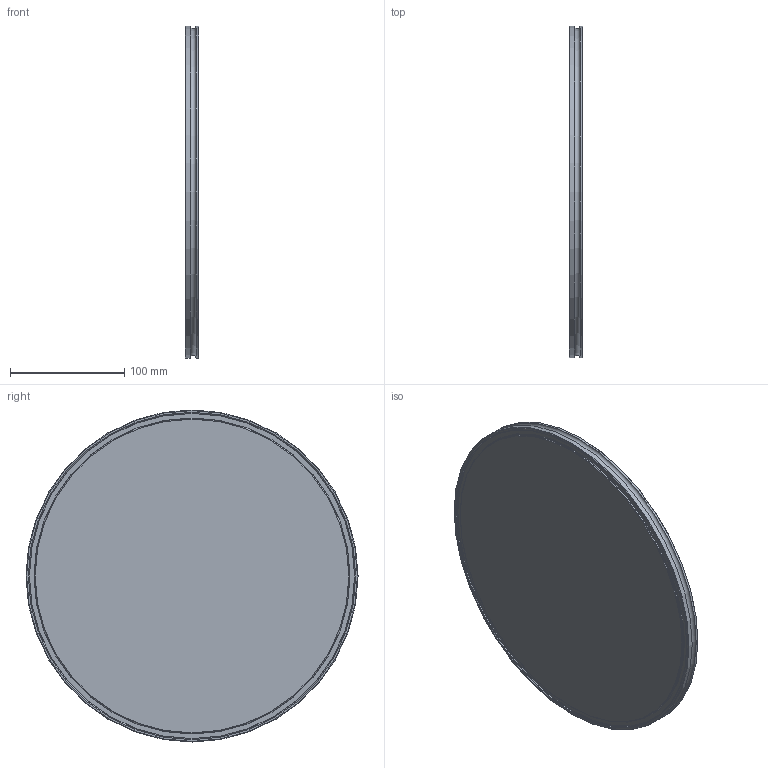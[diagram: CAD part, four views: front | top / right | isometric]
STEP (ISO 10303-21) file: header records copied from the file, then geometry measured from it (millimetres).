
FILE_DESCRIPTION(/* description */ (''),/* implementation_level */ '2;1');
FILE_NAME(/* name */ 'FL-A250LF.stp',/* time_stamp */ '2018-07-12T12:13:33+01:00',/* author */ ('paul'),/* organization */ (''),/* preprocessor_version */ 'ST-DEVELOPER v17',/* originating_system */ 'Autodesk Inventor 2019',/* authorisation */ '');
FILE_SCHEMA (('AUTOMOTIVE_DESIGN { 1 0 10303 214 3 1 1 }'));
Length unit declared in the file: millimetre
Products named in the file (1): FL-A250LF
Bounding box: 12 x 290 x 290 mm (x, y, z)
Volume: 760169.4 mm3; surface area: 152264.9 mm2
Topology: 1 solids, 1 shells, 19 faces, 47 edges, 34 vertices
Faces by surface type: plane 6, cylinder 6, torus 5, cone 2
Full cylindrical faces by diameter (mm): 248 x1, 261 x1, 275 x1, 285 x1, 290 x2
Entity records: 643 total; most frequent: DIRECTION 126, CARTESIAN_POINT 101, ORIENTED_EDGE 94, AXIS2_PLACEMENT_3D 59, EDGE_CURVE 47, CIRCLE 39, VERTEX_POINT 34, EDGE_LOOP 23
